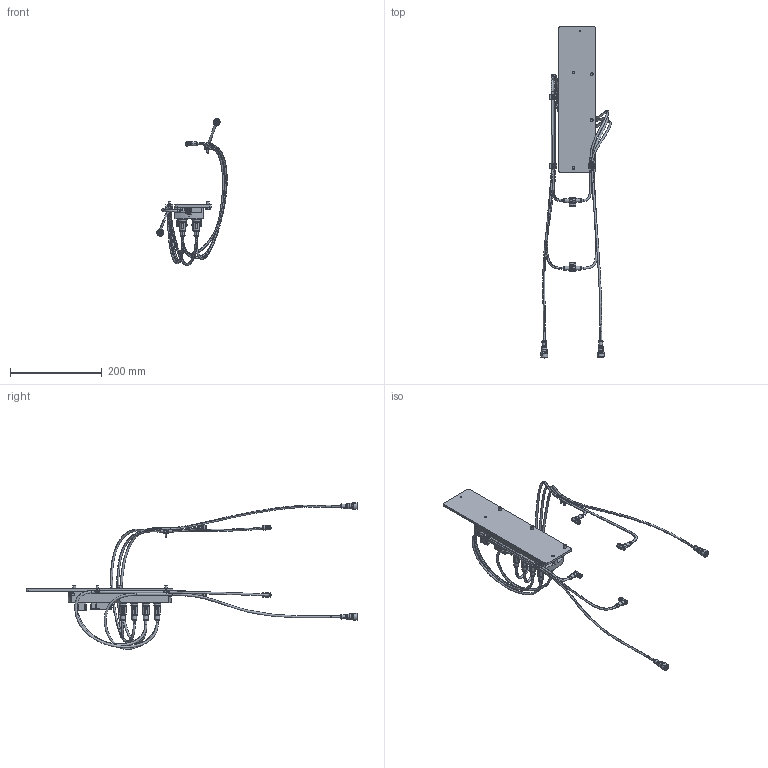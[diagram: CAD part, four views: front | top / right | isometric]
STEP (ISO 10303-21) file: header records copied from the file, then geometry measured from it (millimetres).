
FILE_DESCRIPTION (( 'STEP AP214' ), '1' );
FILE_NAME ('P8372-2.STEP', '2022-05-19T09:02:25', ( '' ), ( '' ), 'SwSTEP 2.0', 'SolidWorks 2021', '' );
FILE_SCHEMA (( 'AUTOMOTIVE_DESIGN' ));
Length unit declared in the file: millimetre
Products named in the file (1): P8372-2
Bounding box: 153.14 x 723 x 319.6 mm (x, y, z)
Volume: 566025.1 mm3; surface area: 209389.2 mm2
Topology: 32 solids, 32 shells, 2571 faces, 6482 edges, 4150 vertices
Faces by surface type: plane 1128, cylinder 949, cone 240, bspline 202, torus 40, sphere 12
Entity records: 121790 total; most frequent: CARTESIAN_POINT 32622, ORIENTED_EDGE 12940, DIRECTION 12174, EDGE_CURVE 6470, AXIS2_PLACEMENT_3D 4352, VERTEX_POINT 4150, LINE 3470, VECTOR 3470
